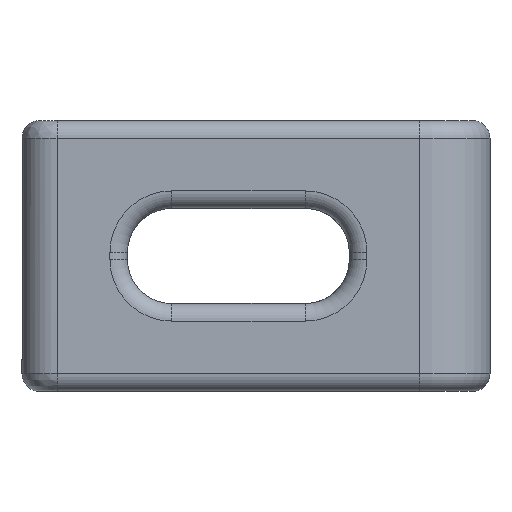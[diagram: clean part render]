
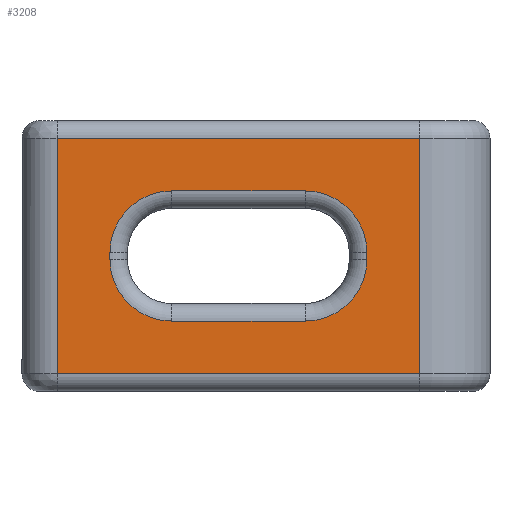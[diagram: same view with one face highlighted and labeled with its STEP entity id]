
A CAD part, left-side view. The second image highlights one B-rep face of the part: STEP entity #3208.
In plain terms, the highlighted planar face has unit normal (-1, 0, 0).
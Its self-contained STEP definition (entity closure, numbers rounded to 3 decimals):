
#58=FACE_BOUND('',#522,.T.);
#88=PLANE('',#3492);
#325=FACE_OUTER_BOUND('',#521,.T.);
#521=EDGE_LOOP('',(#2451,#2452,#2453,#2454));
#522=EDGE_LOOP('',(#2455,#2456,#2457,#2458,#2459,#2460,#2461,#2462));
#734=LINE('',#6508,#943);
#735=LINE('',#6516,#944);
#736=LINE('',#6524,#945);
#737=LINE('',#6532,#946);
#742=LINE('',#6543,#951);
#743=LINE('',#6545,#952);
#744=LINE('',#6547,#953);
#745=LINE('',#6548,#954);
#943=VECTOR('',#4095,10.);
#944=VECTOR('',#4106,10.);
#945=VECTOR('',#4117,10.);
#946=VECTOR('',#4128,10.);
#951=VECTOR('',#4141,10.);
#952=VECTOR('',#4142,10.);
#953=VECTOR('',#4143,10.);
#954=VECTOR('',#4144,10.);
#1136=CIRCLE('',#3469,3.5);
#1141=CIRCLE('',#3476,3.5);
#1144=CIRCLE('',#3481,3.5);
#1148=CIRCLE('',#3487,3.5);
#1389=VERTEX_POINT('',#6497);
#1390=VERTEX_POINT('',#6499);
#1392=VERTEX_POINT('',#6505);
#1393=VERTEX_POINT('',#6510);
#1394=VERTEX_POINT('',#6514);
#1395=VERTEX_POINT('',#6518);
#1396=VERTEX_POINT('',#6522);
#1397=VERTEX_POINT('',#6526);
#1399=VERTEX_POINT('',#6541);
#1400=VERTEX_POINT('',#6542);
#1401=VERTEX_POINT('',#6544);
#1402=VERTEX_POINT('',#6546);
#1762=EDGE_CURVE('',#1389,#1390,#1136,.T.);
#1767=EDGE_CURVE('',#1390,#1392,#734,.T.);
#1769=EDGE_CURVE('',#1392,#1393,#1141,.T.);
#1771=EDGE_CURVE('',#1393,#1394,#735,.T.);
#1773=EDGE_CURVE('',#1394,#1395,#1144,.T.);
#1775=EDGE_CURVE('',#1395,#1396,#736,.T.);
#1778=EDGE_CURVE('',#1396,#1397,#1148,.T.);
#1779=EDGE_CURVE('',#1397,#1389,#737,.T.);
#1784=EDGE_CURVE('',#1399,#1400,#742,.T.);
#1785=EDGE_CURVE('',#1401,#1399,#743,.T.);
#1786=EDGE_CURVE('',#1402,#1401,#744,.T.);
#1787=EDGE_CURVE('',#1402,#1400,#745,.T.);
#2451=ORIENTED_EDGE('',*,*,#1784,.F.);
#2452=ORIENTED_EDGE('',*,*,#1785,.F.);
#2453=ORIENTED_EDGE('',*,*,#1786,.F.);
#2454=ORIENTED_EDGE('',*,*,#1787,.T.);
#2455=ORIENTED_EDGE('',*,*,#1762,.F.);
#2456=ORIENTED_EDGE('',*,*,#1779,.F.);
#2457=ORIENTED_EDGE('',*,*,#1778,.F.);
#2458=ORIENTED_EDGE('',*,*,#1775,.F.);
#2459=ORIENTED_EDGE('',*,*,#1773,.F.);
#2460=ORIENTED_EDGE('',*,*,#1771,.F.);
#2461=ORIENTED_EDGE('',*,*,#1769,.F.);
#2462=ORIENTED_EDGE('',*,*,#1767,.F.);
#3208=ADVANCED_FACE('',(#325,#58),#88,.T.);
#3469=AXIS2_PLACEMENT_3D('',#6500,#4084,#4085);
#3476=AXIS2_PLACEMENT_3D('',#6512,#4100,#4101);
#3481=AXIS2_PLACEMENT_3D('',#6520,#4111,#4112);
#3487=AXIS2_PLACEMENT_3D('',#6530,#4124,#4125);
#3492=AXIS2_PLACEMENT_3D('',#6540,#4139,#4140);
#4084=DIRECTION('center_axis',(-1.,0.,0.));
#4085=DIRECTION('ref_axis',(0.,0.707,-0.707));
#4095=DIRECTION('',(0.,-1.,0.));
#4100=DIRECTION('center_axis',(-1.,0.,0.));
#4101=DIRECTION('ref_axis',(0.,-0.707,-0.707));
#4106=DIRECTION('',(0.,0.,1.));
#4111=DIRECTION('center_axis',(-1.,0.,0.));
#4112=DIRECTION('ref_axis',(0.,-0.707,0.707));
#4117=DIRECTION('',(0.,1.,0.));
#4124=DIRECTION('center_axis',(-1.,0.,0.));
#4125=DIRECTION('ref_axis',(0.,0.707,0.707));
#4128=DIRECTION('',(0.,0.,-1.));
#4139=DIRECTION('center_axis',(-1.,0.,0.));
#4140=DIRECTION('ref_axis',(0.,-1.,0.));
#4141=DIRECTION('',(0.,-1.,0.));
#4142=DIRECTION('',(0.,0.,1.));
#4143=DIRECTION('',(0.,1.,0.));
#4144=DIRECTION('',(0.,0.,1.));
#6497=CARTESIAN_POINT('',(-31.5,112.708,10.5));
#6499=CARTESIAN_POINT('',(-31.5,109.208,7.));
#6500=CARTESIAN_POINT('Origin',(-31.5,109.208,10.5));
#6505=CARTESIAN_POINT('',(-31.5,101.594,7.));
#6508=CARTESIAN_POINT('',(-31.5,108.401,7.));
#6510=CARTESIAN_POINT('',(-31.5,98.094,10.5));
#6512=CARTESIAN_POINT('Origin',(-31.5,101.594,10.5));
#6514=CARTESIAN_POINT('',(-31.5,98.094,10.9));
#6516=CARTESIAN_POINT('',(-31.5,98.094,8.2));
#6518=CARTESIAN_POINT('',(-31.5,101.594,14.4));
#6520=CARTESIAN_POINT('Origin',(-31.5,101.594,10.9));
#6522=CARTESIAN_POINT('',(-31.5,109.208,14.4));
#6524=CARTESIAN_POINT('',(-31.5,114.708,14.4));
#6526=CARTESIAN_POINT('',(-31.5,112.708,10.9));
#6530=CARTESIAN_POINT('Origin',(-31.5,109.208,10.9));
#6532=CARTESIAN_POINT('',(-31.5,112.708,5.5));
#6540=CARTESIAN_POINT('Origin',(-31.5,117.708,3.));
#6541=CARTESIAN_POINT('',(-31.5,115.708,17.4));
#6542=CARTESIAN_POINT('',(-31.5,95.094,17.4));
#6543=CARTESIAN_POINT('',(-31.5,111.055,17.4));
#6544=CARTESIAN_POINT('',(-31.5,115.708,4.));
#6545=CARTESIAN_POINT('',(-31.5,115.708,4.5));
#6546=CARTESIAN_POINT('',(-31.5,95.094,4.));
#6547=CARTESIAN_POINT('',(-31.5,111.055,4.));
#6548=CARTESIAN_POINT('',(-31.5,95.094,3.));
